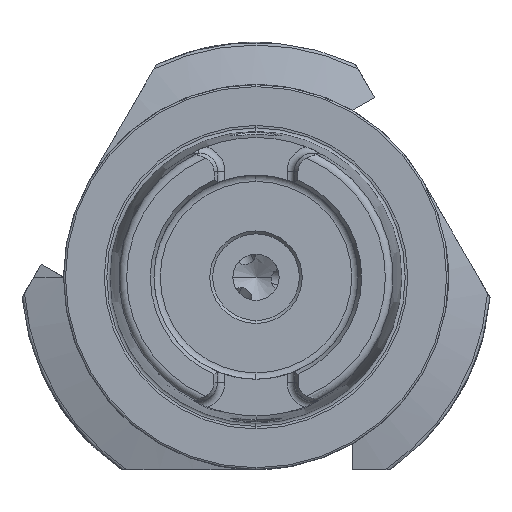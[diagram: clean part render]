
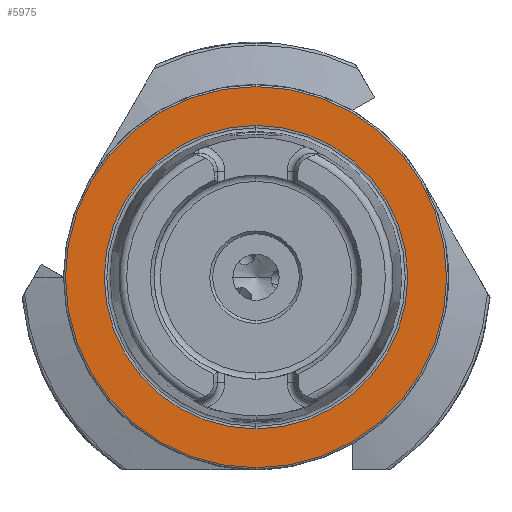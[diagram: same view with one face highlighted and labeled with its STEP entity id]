
A CAD part, left-side view. The second image highlights one B-rep face of the part: STEP entity #5975.
In plain terms, the highlighted planar face has unit normal (-1, 0, 0).
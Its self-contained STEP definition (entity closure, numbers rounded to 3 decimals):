
#1988 = EDGE_LOOP ( 'NONE', ( #6442, #6443 ) ) ;
#3549 = EDGE_CURVE ( 'NONE', #9139, #9138, #4121, .T. ) ;
#3550 = EDGE_CURVE ( 'NONE', #9126, #9116, #4123, .T. ) ;
#3798 = DIRECTION ( 'NONE',  ( 1., 0., 0. ) ) ;
#3808 = CARTESIAN_POINT ( 'NONE',  ( 0., 49.5, 0. ) ) ;
#3809 = FACE_BOUND ( 'NONE', #1988, .T. ) ;
#3811 = FACE_OUTER_BOUND ( 'NONE', #9185, .T. ) ;
#3812 = PLANE ( 'NONE',  #13867 ) ;
#3814 = DIRECTION ( 'NONE',  ( 0., 0., -1. ) ) ;
#4121 = CIRCLE ( 'NONE', #4126, 39.405 ) ;
#4123 = CIRCLE ( 'NONE', #4128, 49.5 ) ;
#4126 = AXIS2_PLACEMENT_3D ( 'NONE', #4785, #4786, #4787 ) ;
#4128 = AXIS2_PLACEMENT_3D ( 'NONE', #4788, #4789, #4790 ) ;
#4169 = CIRCLE ( 'NONE', #4172, 49.5 ) ;
#4172 = AXIS2_PLACEMENT_3D ( 'NONE', #5157, #5158, #5159 ) ;
#4175 = CIRCLE ( 'NONE', #4179, 39.405 ) ;
#4179 = AXIS2_PLACEMENT_3D ( 'NONE', #5169, #5170, #5171 ) ;
#4785 = CARTESIAN_POINT ( 'NONE',  ( 0., 0., 0. ) ) ;
#4786 = DIRECTION ( 'NONE',  ( -1., 0., 0. ) ) ;
#4787 = DIRECTION ( 'NONE',  ( 0., 0., 1. ) ) ;
#4788 = CARTESIAN_POINT ( 'NONE',  ( 0., 0., 0. ) ) ;
#4789 = DIRECTION ( 'NONE',  ( -1., 0., 0. ) ) ;
#4790 = DIRECTION ( 'NONE',  ( 0., 0., 1. ) ) ;
#5157 = CARTESIAN_POINT ( 'NONE',  ( 0., 0., 0. ) ) ;
#5158 = DIRECTION ( 'NONE',  ( -1., 0., 0. ) ) ;
#5159 = DIRECTION ( 'NONE',  ( 0., 0., 1. ) ) ;
#5169 = CARTESIAN_POINT ( 'NONE',  ( 0., 0., 0. ) ) ;
#5170 = DIRECTION ( 'NONE',  ( -1., 0., 0. ) ) ;
#5171 = DIRECTION ( 'NONE',  ( 0., 0., 1. ) ) ;
#5234 = EDGE_CURVE ( 'NONE', #9116, #9126, #4169, .T. ) ;
#5238 = EDGE_CURVE ( 'NONE', #9138, #9139, #4175, .T. ) ;
#5975 = ADVANCED_FACE ( 'NONE', ( #3809, #3811 ), #3812, .F. ) ;
#6442 = ORIENTED_EDGE ( 'NONE', *, *, #3549, .F. ) ;
#6443 = ORIENTED_EDGE ( 'NONE', *, *, #5238, .F. ) ;
#6444 = ORIENTED_EDGE ( 'NONE', *, *, #5234, .T. ) ;
#6445 = ORIENTED_EDGE ( 'NONE', *, *, #3550, .T. ) ;
#7209 = CARTESIAN_POINT ( 'NONE',  ( 0., 0., 49.5 ) ) ;
#7219 = CARTESIAN_POINT ( 'NONE',  ( 0., 0., -49.5 ) ) ;
#7231 = CARTESIAN_POINT ( 'NONE',  ( 0., 0., -39.405 ) ) ;
#7232 = CARTESIAN_POINT ( 'NONE',  ( 0., 0., 39.405 ) ) ;
#9116 = VERTEX_POINT ( 'NONE', #7209 ) ;
#9126 = VERTEX_POINT ( 'NONE', #7219 ) ;
#9138 = VERTEX_POINT ( 'NONE', #7231 ) ;
#9139 = VERTEX_POINT ( 'NONE', #7232 ) ;
#9185 = EDGE_LOOP ( 'NONE', ( #6444, #6445 ) ) ;
#13867 = AXIS2_PLACEMENT_3D ( 'NONE', #3808, #3798, #3814 ) ;
